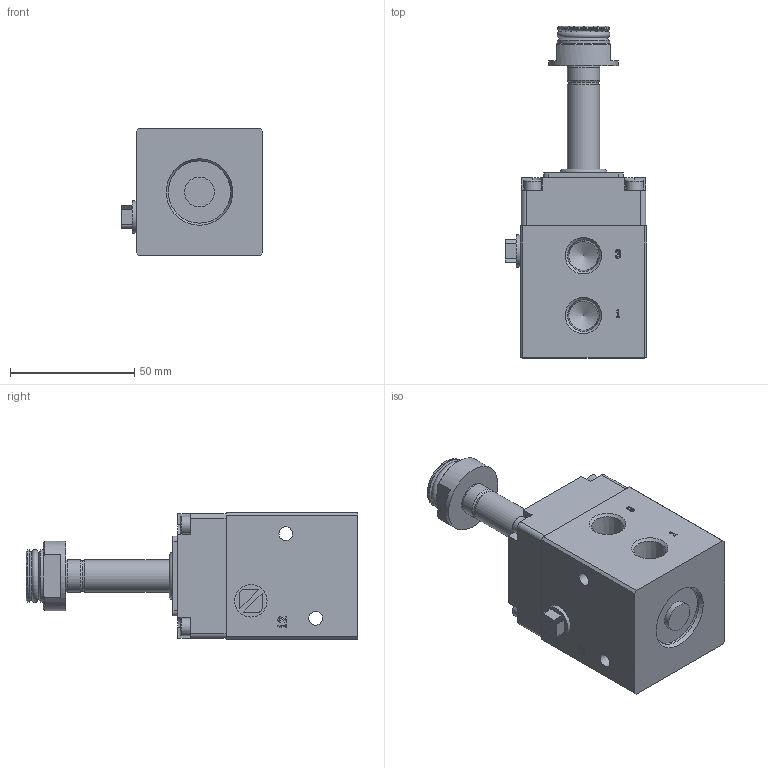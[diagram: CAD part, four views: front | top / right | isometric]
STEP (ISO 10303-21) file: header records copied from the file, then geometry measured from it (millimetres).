
FILE_DESCRIPTION(/* description */ ('STEP AP214'),/* implementation_level */ '2;1');
FILE_NAME(/* name */ '4514743_VOFC-LT-M32C-MC-N14-F19A',/* time_stamp */ '2024-09-17T01:29:55+02:00',/* author */ ('License CC BY-ND 4.0'),/* organization */ ('CADENAS'),/* preprocessor_version */ 'ST-DEVELOPER v19.3',/* originating_system */ 'PARTsolutions',/* authorisation */ ' ');
FILE_SCHEMA (('AUTOMOTIVE_DESIGN {1 0 10303 214 3 1 1}'));
Length unit declared in the file: millimetre
Products named in the file (4): 4514743 VOFC-LT-M32C-MC-N14-F19A; 2868687 VOFC-L-T-M32C-MC-N14-F19A----(d); 2868687 VOFC-LT-M32C-MC-N14-F19A-----(part); Blind-1/8-S---(part)
Assembly tree (3 placements, depth 2):
  4514743 VOFC-LT-M32C-MC-N14-F19A
    2868687 VOFC-L-T-M32C-MC-N14-F19A----(d)
    2868687 VOFC-LT-M32C-MC-N14-F19A-----(part)
    Blind-1/8-S---(part)
Bounding box: 57 x 133.35 x 51 mm (x, y, z)
Volume: 190859.6 mm3; surface area: 29614.9 mm2
Topology: 2 solids, 2 shells, 272 faces, 680 edges, 449 vertices
Faces by surface type: plane 149, cylinder 94, cone 21, torus 8
Full cylindrical faces by diameter (mm): 3.243 x1, 5.5 x2, 7 x4, 8.38 x4, 9.728 x1, 12 x1, 12.06 x1, 13 x3, 13.157 x1, 21 x2, 25 x1, 28 x1
Entity records: 9619 total; most frequent: DIRECTION 1385, CARTESIAN_POINT 1347, ORIENTED_EDGE 1236, EDGE_CURVE 618, AXIS2_PLACEMENT_3D 495, VERTEX_POINT 440, LINE 395, VECTOR 395
